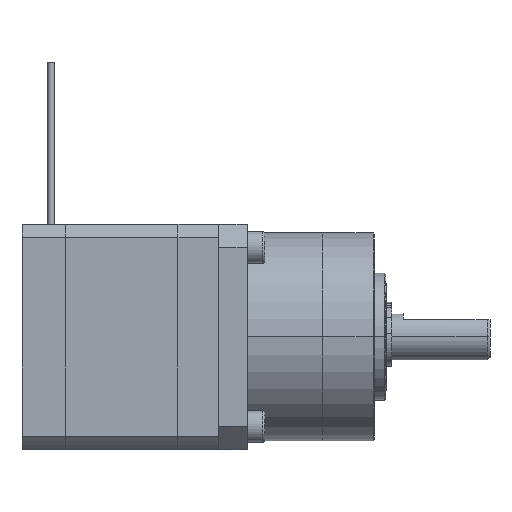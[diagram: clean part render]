
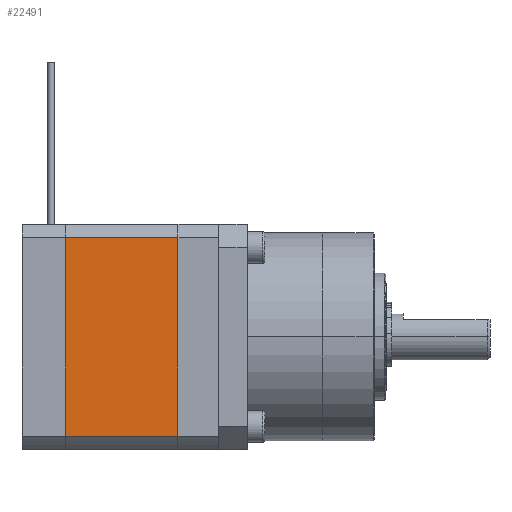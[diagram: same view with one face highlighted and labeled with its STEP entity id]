
A CAD part, left-side view. The second image highlights one B-rep face of the part: STEP entity #22491.
In plain terms, the highlighted planar face has unit normal (-1, 0, 0).
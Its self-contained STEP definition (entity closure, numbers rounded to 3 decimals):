
#1527 = LINE ( 'NONE', #5313, #10163 ) ;
#1776 = EDGE_CURVE ( 'NONE', #7559, #22148, #9875, .T. ) ;
#1870 = FACE_OUTER_BOUND ( 'NONE', #21869, .T. ) ;
#2316 = LINE ( 'NONE', #19267, #14932 ) ;
#2418 = CARTESIAN_POINT ( 'NONE',  ( -19.5, 0., -17.197 ) ) ;
#3831 = DIRECTION ( 'NONE',  ( 0., 1., 0. ) ) ;
#3832 = EDGE_CURVE ( 'NONE', #22973, #22148, #1527, .T. ) ;
#5313 = CARTESIAN_POINT ( 'NONE',  ( -19.5, 0., 17.197 ) ) ;
#5544 = PLANE ( 'NONE',  #10963 ) ;
#5760 = EDGE_CURVE ( 'NONE', #7559, #23919, #2316, .T. ) ;
#7459 = VECTOR ( 'NONE', #13872, 1000. ) ;
#7554 = CARTESIAN_POINT ( 'NONE',  ( -19.5, 19.5, -19.5 ) ) ;
#7559 = VERTEX_POINT ( 'NONE', #2418 ) ;
#7925 = CARTESIAN_POINT ( 'NONE',  ( -19.5, 19.5, -17.197 ) ) ;
#8727 = ORIENTED_EDGE ( 'NONE', *, *, #1776, .T. ) ;
#9093 = DIRECTION ( 'NONE',  ( 0., -1., 0. ) ) ;
#9129 = DIRECTION ( 'NONE',  ( 0., 0., 1. ) ) ;
#9441 = DIRECTION ( 'NONE',  ( 0., 0., -1. ) ) ;
#9875 = LINE ( 'NONE', #23389, #7459 ) ;
#10163 = VECTOR ( 'NONE', #9093, 1000. ) ;
#10963 = AXIS2_PLACEMENT_3D ( 'NONE', #7554, #19199, #9441 ) ;
#10994 = LINE ( 'NONE', #18632, #14525 ) ;
#13872 = DIRECTION ( 'NONE',  ( 0., 0., 1. ) ) ;
#14525 = VECTOR ( 'NONE', #9129, 1000. ) ;
#14932 = VECTOR ( 'NONE', #3831, 1000. ) ;
#15831 = CARTESIAN_POINT ( 'NONE',  ( -19.5, 0., 17.197 ) ) ;
#17042 = EDGE_CURVE ( 'NONE', #23919, #22973, #10994, .T. ) ;
#18632 = CARTESIAN_POINT ( 'NONE',  ( -19.5, 19.5, -19.5 ) ) ;
#19199 = DIRECTION ( 'NONE',  ( 1., 0., 0. ) ) ;
#19267 = CARTESIAN_POINT ( 'NONE',  ( -19.5, 0., -17.197 ) ) ;
#19769 = ORIENTED_EDGE ( 'NONE', *, *, #17042, .F. ) ;
#21807 = ORIENTED_EDGE ( 'NONE', *, *, #3832, .F. ) ;
#21869 = EDGE_LOOP ( 'NONE', ( #23199, #8727, #21807, #19769 ) ) ;
#22148 = VERTEX_POINT ( 'NONE', #15831 ) ;
#22491 = ADVANCED_FACE ( 'NONE', ( #1870 ), #5544, .F. ) ;
#22973 = VERTEX_POINT ( 'NONE', #23169 ) ;
#23169 = CARTESIAN_POINT ( 'NONE',  ( -19.5, 19.5, 17.197 ) ) ;
#23199 = ORIENTED_EDGE ( 'NONE', *, *, #5760, .F. ) ;
#23389 = CARTESIAN_POINT ( 'NONE',  ( -19.5, 0., -19.5 ) ) ;
#23919 = VERTEX_POINT ( 'NONE', #7925 ) ;
